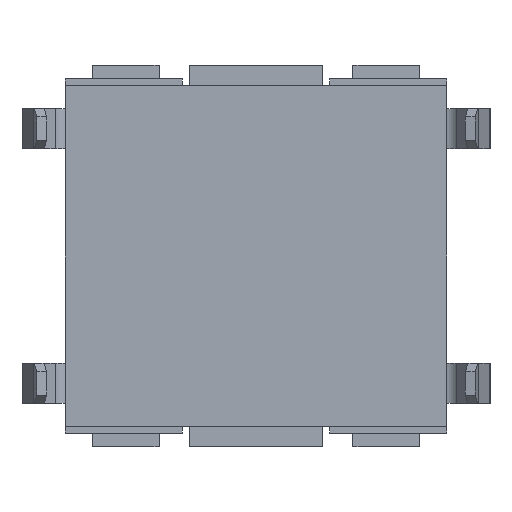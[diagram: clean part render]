
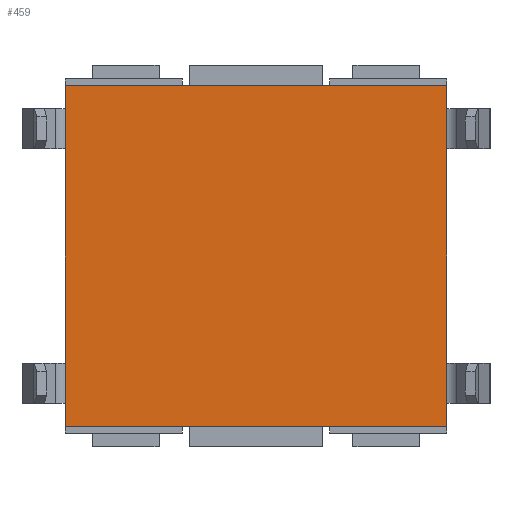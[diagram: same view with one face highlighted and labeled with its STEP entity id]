
A CAD part, front view. The second image highlights one B-rep face of the part: STEP entity #459.
In plain terms, the highlighted planar face has unit normal (0, -1, 0).
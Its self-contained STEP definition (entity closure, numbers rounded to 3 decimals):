
#211 = VERTEX_POINT ( 'NONE', #1035 ) ;
#213 = EDGE_CURVE ( 'NONE', #211, #239, #1096, .T. ) ;
#239 = VERTEX_POINT ( 'NONE', #1121 ) ;
#314 = EDGE_CURVE ( 'NONE', #211, #489, #1239, .T. ) ;
#351 = EDGE_CURVE ( 'NONE', #239, #486, #1310, .T. ) ;
#459 = ADVANCED_FACE ( 'NONE', ( #1460 ), #1459, .T. ) ;
#460 = ORIENTED_EDGE ( 'NONE', *, *, #314, .T. ) ;
#461 = ORIENTED_EDGE ( 'NONE', *, *, #488, .F. ) ;
#462 = ORIENTED_EDGE ( 'NONE', *, *, #351, .F. ) ;
#463 = ORIENTED_EDGE ( 'NONE', *, *, #213, .F. ) ;
#486 = VERTEX_POINT ( 'NONE', #1535 ) ;
#488 = EDGE_CURVE ( 'NONE', #486, #489, #1534, .T. ) ;
#489 = VERTEX_POINT ( 'NONE', #1530 ) ;
#512 = EDGE_LOOP ( 'NONE', ( #460, #461, #462, #463 ) ) ;
#1035 = CARTESIAN_POINT ( 'NONE',  ( -5.7, 0., -5.1 ) ) ;
#1093 = DIRECTION ( 'NONE',  ( 0., 0., 1. ) ) ;
#1094 = VECTOR ( 'NONE', #1093, 1000. ) ;
#1095 = CARTESIAN_POINT ( 'NONE',  ( -5.7, 0., 0. ) ) ;
#1096 = LINE ( 'NONE', #1095, #1094 ) ;
#1121 = CARTESIAN_POINT ( 'NONE',  ( -5.7, 0., 5.1 ) ) ;
#1236 = DIRECTION ( 'NONE',  ( 1., 0., 0. ) ) ;
#1237 = VECTOR ( 'NONE', #1236, 1000. ) ;
#1238 = CARTESIAN_POINT ( 'NONE',  ( -5.7, 0., -5.1 ) ) ;
#1239 = LINE ( 'NONE', #1238, #1237 ) ;
#1307 = DIRECTION ( 'NONE',  ( 1., 0., 0. ) ) ;
#1308 = VECTOR ( 'NONE', #1307, 1000. ) ;
#1309 = CARTESIAN_POINT ( 'NONE',  ( 5.7, 0., 5.1 ) ) ;
#1310 = LINE ( 'NONE', #1309, #1308 ) ;
#1454 = DIRECTION ( 'NONE',  ( 0., 0., -1. ) ) ;
#1455 = DIRECTION ( 'NONE',  ( 0., -1., 0. ) ) ;
#1456 = CARTESIAN_POINT ( 'NONE',  ( 5.7, 0., 5.1 ) ) ;
#1458 = AXIS2_PLACEMENT_3D ( 'NONE', #1456, #1455, #1454 ) ;
#1459 = PLANE ( 'NONE',  #1458 ) ;
#1460 = FACE_OUTER_BOUND ( 'NONE', #512, .T. ) ;
#1530 = CARTESIAN_POINT ( 'NONE',  ( 5.7, 0., -5.1 ) ) ;
#1531 = DIRECTION ( 'NONE',  ( 0., 0., -1. ) ) ;
#1532 = VECTOR ( 'NONE', #1531, 1000. ) ;
#1533 = CARTESIAN_POINT ( 'NONE',  ( 5.7, 0., 0. ) ) ;
#1534 = LINE ( 'NONE', #1533, #1532 ) ;
#1535 = CARTESIAN_POINT ( 'NONE',  ( 5.7, 0., 5.1 ) ) ;
